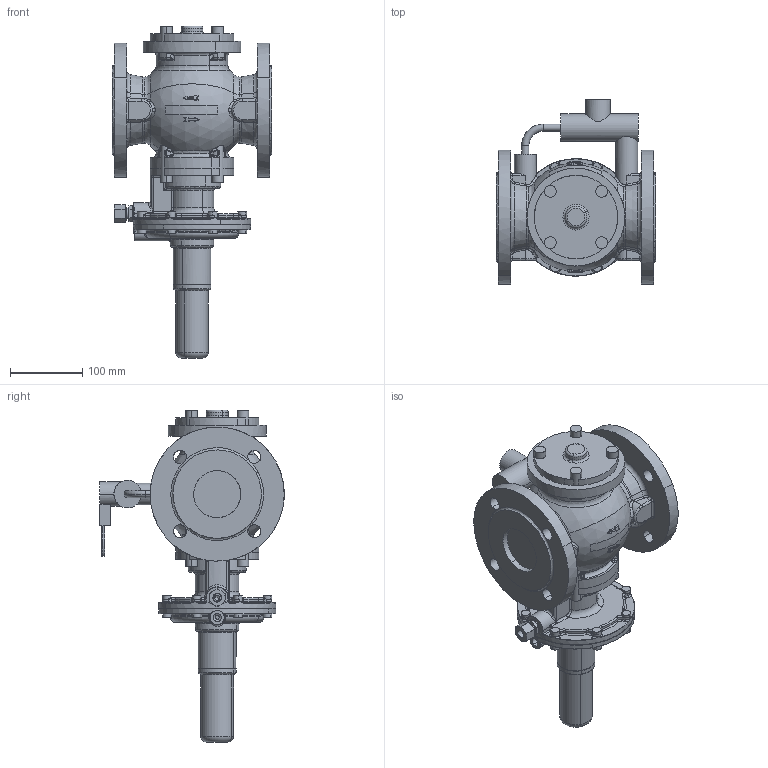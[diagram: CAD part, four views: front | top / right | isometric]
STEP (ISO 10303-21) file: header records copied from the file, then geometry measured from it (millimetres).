
FILE_DESCRIPTION(('CATIA V5 STEP'),'2;1');
FILE_NAME('S 100 DN 065.stp','2011-01-26T14:18:39+00:00',('none'),('none'),'CATIA Version 5 Release 19 SP 8 (IN-10)','CATIA V5 STEP AP214','none');
FILE_SCHEMA(('AUTOMOTIVE_DESIGN { 1 0 10303 214 1 1 1 1 }'));
Products named in the file (1): S 100 DN 065_AllCATPart
Bounding box: 220 x 254.47 x 458 mm (x, y, z)
Volume: 5063738.4 mm3; surface area: 394341.5 mm2
Topology: 1 solids, 12 shells, 1449 faces, 3597 edges, 2127 vertices
Faces by surface type: cylinder 459, torus 459, bspline 246, plane 206, sphere 41, cone 38
Entity records: 59666 total; most frequent: CARTESIAN_POINT 31187, ORIENTED_EDGE 7062, DIRECTION 3749, EDGE_CURVE 3531, AXIS2_PLACEMENT_3D 2177, VERTEX_POINT 2127, B_SPLINE_CURVE_WITH_KNOTS 1582, EDGE_LOOP 1492
